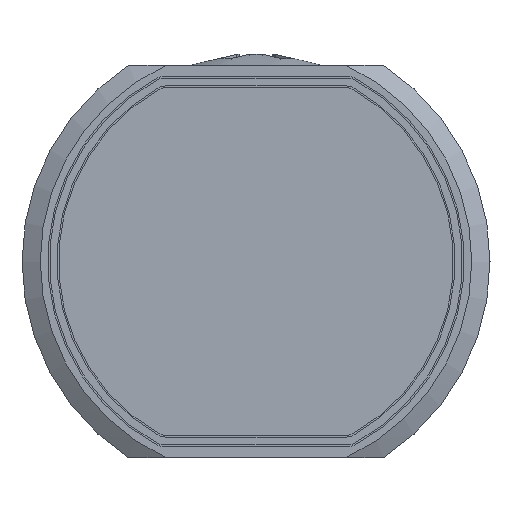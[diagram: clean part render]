
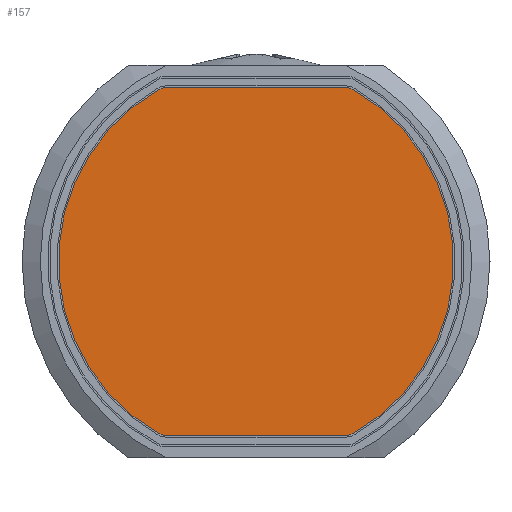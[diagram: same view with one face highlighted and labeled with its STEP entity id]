
A CAD part, left-side view. The second image highlights one B-rep face of the part: STEP entity #157.
In plain terms, the highlighted planar face has unit normal (-1, 0, 0).
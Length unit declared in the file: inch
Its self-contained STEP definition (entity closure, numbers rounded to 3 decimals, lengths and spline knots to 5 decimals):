
#7 = DIRECTION ( 'NONE',  ( 1., 0., 0. ) ) ;
#22 = ORIENTED_EDGE ( 'NONE', *, *, #1727, .F. ) ;
#36 = EDGE_CURVE ( 'NONE', #1179, #2259, #654, .T. ) ;
#145 = EDGE_CURVE ( 'NONE', #1502, #890, #746, .T. ) ;
#152 = EDGE_LOOP ( 'NONE', ( #1582, #2084, #2834, #22, #1613, #929, #2582, #1981 ) ) ;
#157 = ADVANCED_FACE ( 'NONE', ( #2764 ), #760, .F. ) ;
#176 = CIRCLE ( 'NONE', #1432, 0.02756 ) ;
#210 = CIRCLE ( 'NONE', #923, 0.02756 ) ;
#310 = DIRECTION ( 'NONE',  ( 0., 0., -1. ) ) ;
#416 = CIRCLE ( 'NONE', #3472, 0.29921 ) ;
#428 = VERTEX_POINT ( 'NONE', #1600 ) ;
#480 = CARTESIAN_POINT ( 'NONE',  ( 0.00197, 0.13415, 0.23622 ) ) ;
#536 = DIRECTION ( 'NONE',  ( 0., 0., -1. ) ) ;
#630 = DIRECTION ( 'NONE',  ( 0., -1., 0. ) ) ;
#642 = CARTESIAN_POINT ( 'NONE',  ( 0.00197, 0.13415, 0.26378 ) ) ;
#644 = DIRECTION ( 'NONE',  ( 0., 0., -1. ) ) ;
#654 = CIRCLE ( 'NONE', #1384, 0.29921 ) ;
#746 = LINE ( 'NONE', #1913, #3310 ) ;
#755 = CARTESIAN_POINT ( 'NONE',  ( 0.00197, 0.13415, -0.23622 ) ) ;
#760 = PLANE ( 'NONE',  #3245 ) ;
#769 = DIRECTION ( 'NONE',  ( 1., 0., 0. ) ) ;
#772 = DIRECTION ( 'NONE',  ( 0., 0., -1. ) ) ;
#890 = VERTEX_POINT ( 'NONE', #642 ) ;
#923 = AXIS2_PLACEMENT_3D ( 'NONE', #480, #769, #2725 ) ;
#929 = ORIENTED_EDGE ( 'NONE', *, *, #1962, .F. ) ;
#1019 = CARTESIAN_POINT ( 'NONE',  ( 0.00197, 0.14776, -0.26018 ) ) ;
#1035 = EDGE_CURVE ( 'NONE', #3069, #2118, #416, .T. ) ;
#1089 = EDGE_CURVE ( 'NONE', #2872, #428, #2945, .T. ) ;
#1147 = CARTESIAN_POINT ( 'NONE',  ( 0.00197, 0., 0. ) ) ;
#1173 = CIRCLE ( 'NONE', #3280, 0.02756 ) ;
#1174 = CARTESIAN_POINT ( 'NONE',  ( 0.00197, -0.13415, 0.26378 ) ) ;
#1179 = VERTEX_POINT ( 'NONE', #1019 ) ;
#1215 = CIRCLE ( 'NONE', #1934, 0.02756 ) ;
#1229 = CARTESIAN_POINT ( 'NONE',  ( 0.00197, -0.13415, -0.23622 ) ) ;
#1272 = EDGE_CURVE ( 'NONE', #2118, #428, #176, .T. ) ;
#1384 = AXIS2_PLACEMENT_3D ( 'NONE', #3637, #3579, #3026 ) ;
#1432 = AXIS2_PLACEMENT_3D ( 'NONE', #1229, #2666, #644 ) ;
#1502 = VERTEX_POINT ( 'NONE', #1174 ) ;
#1582 = ORIENTED_EDGE ( 'NONE', *, *, #1089, .T. ) ;
#1600 = CARTESIAN_POINT ( 'NONE',  ( 0.00197, -0.13415, -0.26378 ) ) ;
#1611 = DIRECTION ( 'NONE',  ( 1., 0., 0. ) ) ;
#1613 = ORIENTED_EDGE ( 'NONE', *, *, #145, .T. ) ;
#1715 = DIRECTION ( 'NONE',  ( 1., 0., 0. ) ) ;
#1727 = EDGE_CURVE ( 'NONE', #1502, #3069, #1215, .T. ) ;
#1771 = CARTESIAN_POINT ( 'NONE',  ( 0.00197, -0.14776, 0.26018 ) ) ;
#1913 = CARTESIAN_POINT ( 'NONE',  ( 0.00197, 0.13415, 0.26378 ) ) ;
#1934 = AXIS2_PLACEMENT_3D ( 'NONE', #2250, #7, #310 ) ;
#1962 = EDGE_CURVE ( 'NONE', #2259, #890, #210, .T. ) ;
#1981 = ORIENTED_EDGE ( 'NONE', *, *, #3695, .F. ) ;
#2084 = ORIENTED_EDGE ( 'NONE', *, *, #1272, .F. ) ;
#2118 = VERTEX_POINT ( 'NONE', #2892 ) ;
#2143 = DIRECTION ( 'NONE',  ( 1., 0., 0. ) ) ;
#2165 = VECTOR ( 'NONE', #630, 39.37008 ) ;
#2250 = CARTESIAN_POINT ( 'NONE',  ( 0.00197, -0.13415, 0.23622 ) ) ;
#2259 = VERTEX_POINT ( 'NONE', #2387 ) ;
#2387 = CARTESIAN_POINT ( 'NONE',  ( 0.00197, 0.14776, 0.26018 ) ) ;
#2396 = CARTESIAN_POINT ( 'NONE',  ( 0.00197, -0.13415, -0.26378 ) ) ;
#2582 = ORIENTED_EDGE ( 'NONE', *, *, #36, .F. ) ;
#2666 = DIRECTION ( 'NONE',  ( 1., 0., 0. ) ) ;
#2725 = DIRECTION ( 'NONE',  ( 0., 0., -1. ) ) ;
#2764 = FACE_OUTER_BOUND ( 'NONE', #152, .T. ) ;
#2777 = CARTESIAN_POINT ( 'NONE',  ( 0.00197, 0.13512, 0.23839 ) ) ;
#2834 = ORIENTED_EDGE ( 'NONE', *, *, #1035, .F. ) ;
#2872 = VERTEX_POINT ( 'NONE', #3711 ) ;
#2892 = CARTESIAN_POINT ( 'NONE',  ( 0.00197, -0.14776, -0.26018 ) ) ;
#2945 = LINE ( 'NONE', #2396, #2165 ) ;
#3026 = DIRECTION ( 'NONE',  ( 0., 0., -1. ) ) ;
#3043 = DIRECTION ( 'NONE',  ( 0., 1., 0. ) ) ;
#3069 = VERTEX_POINT ( 'NONE', #1771 ) ;
#3245 = AXIS2_PLACEMENT_3D ( 'NONE', #2777, #2143, #3284 ) ;
#3280 = AXIS2_PLACEMENT_3D ( 'NONE', #755, #1611, #772 ) ;
#3284 = DIRECTION ( 'NONE',  ( 0., 0., -1. ) ) ;
#3310 = VECTOR ( 'NONE', #3043, 39.37008 ) ;
#3472 = AXIS2_PLACEMENT_3D ( 'NONE', #1147, #1715, #536 ) ;
#3579 = DIRECTION ( 'NONE',  ( 1., 0., 0. ) ) ;
#3637 = CARTESIAN_POINT ( 'NONE',  ( 0.00197, 0., 0. ) ) ;
#3695 = EDGE_CURVE ( 'NONE', #2872, #1179, #1173, .T. ) ;
#3711 = CARTESIAN_POINT ( 'NONE',  ( 0.00197, 0.13415, -0.26378 ) ) ;
